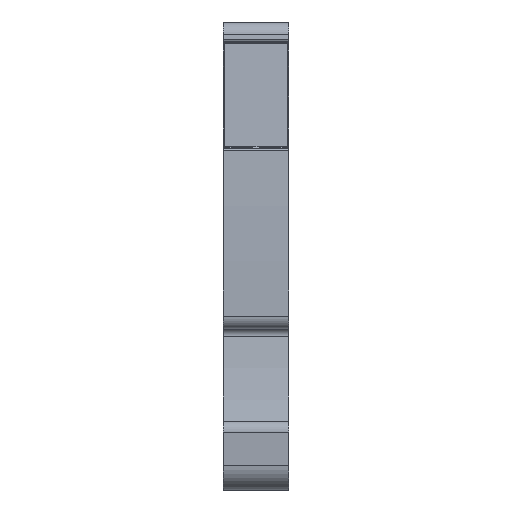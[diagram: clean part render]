
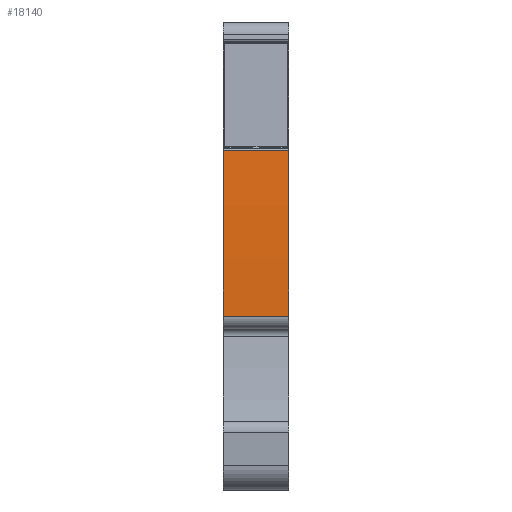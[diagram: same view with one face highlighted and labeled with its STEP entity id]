
A CAD part, front view. The second image highlights one B-rep face of the part: STEP entity #18140.
In plain terms, the highlighted cylindrical face has radius 154.9 mm (diameter 309.8 mm), a partial arc.
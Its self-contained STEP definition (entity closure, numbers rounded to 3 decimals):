
#6392=AXIS2_PLACEMENT_3D('Circle Axis2P3D',#6390,#6391,$) ;
#6399=AXIS2_PLACEMENT_3D('Circle Axis2P3D',#6397,#6398,$) ;
#18111=AXIS2_PLACEMENT_3D('Cylinder Axis2P3D',#18108,#18109,#18110) ;
#18122=AXIS2_PLACEMENT_3D('Circle Axis2P3D',#18120,#18121,$) ;
#18129=AXIS2_PLACEMENT_3D('Circle Axis2P3D',#18127,#18128,$) ;
#6387=CARTESIAN_POINT('Vertex',(5.1,1.761,26.266)) ;
#6390=CARTESIAN_POINT('Axis2P3D Location',(5.1,156.387,17.05)) ;
#6394=CARTESIAN_POINT('Vertex',(5.1,1.528,13.45)) ;
#6397=CARTESIAN_POINT('Axis2P3D Location',(5.1,2.529,13.45)) ;
#6401=CARTESIAN_POINT('Vertex',(5.1,1.529,13.427)) ;
#18093=CARTESIAN_POINT('Vertex',(0.,1.529,13.427)) ;
#18096=CARTESIAN_POINT('Line Origine',(2.55,1.529,13.427)) ;
#18108=CARTESIAN_POINT('Axis2P3D Location',(2.55,156.387,17.05)) ;
#18113=CARTESIAN_POINT('Line Origine',(2.55,1.761,26.266)) ;
#18117=CARTESIAN_POINT('Vertex',(0.,1.761,26.266)) ;
#18120=CARTESIAN_POINT('Axis2P3D Location',(0.,156.387,17.05)) ;
#18124=CARTESIAN_POINT('Vertex',(0.,1.528,13.45)) ;
#18127=CARTESIAN_POINT('Axis2P3D Location',(0.,156.387,17.05)) ;
#6391=DIRECTION('Axis2P3D Direction',(1.,0.,0.)) ;
#6398=DIRECTION('Axis2P3D Direction',(1.,0.,0.)) ;
#18097=DIRECTION('Vector Direction',(1.,0.,0.)) ;
#18109=DIRECTION('Axis2P3D Direction',(1.,0.,0.)) ;
#18110=DIRECTION('Axis2P3D XDirection',(0.,-0.993,0.118)) ;
#18114=DIRECTION('Vector Direction',(1.,0.,0.)) ;
#18121=DIRECTION('Axis2P3D Direction',(1.,0.,0.)) ;
#18128=DIRECTION('Axis2P3D Direction',(1.,0.,0.)) ;
#18098=VECTOR('Line Direction',#18097,1.) ;
#18115=VECTOR('Line Direction',#18114,1.) ;
#18133=ORIENTED_EDGE('',*,*,#6396,.F.) ;
#18134=ORIENTED_EDGE('',*,*,#18119,.F.) ;
#18135=ORIENTED_EDGE('',*,*,#18126,.T.) ;
#18136=ORIENTED_EDGE('',*,*,#18131,.T.) ;
#18137=ORIENTED_EDGE('',*,*,#18100,.T.) ;
#18138=ORIENTED_EDGE('',*,*,#6403,.F.) ;
#18140=ADVANCED_FACE('MLD',(#18139),#18112,.T.) ;
#6393=CIRCLE('generated circle',#6392,154.9) ;
#6400=CIRCLE('generated circle',#6399,1.) ;
#18123=CIRCLE('generated circle',#18122,154.9) ;
#18130=CIRCLE('generated circle',#18129,154.9) ;
#18112=CYLINDRICAL_SURFACE('generated cylinder',#18111,154.9) ;
#6396=EDGE_CURVE('',#6388,#6395,#6393,.T.) ;
#6403=EDGE_CURVE('',#6395,#6402,#6400,.T.) ;
#18100=EDGE_CURVE('',#18094,#6402,#18099,.T.) ;
#18119=EDGE_CURVE('',#18118,#6388,#18116,.T.) ;
#18126=EDGE_CURVE('',#18118,#18125,#18123,.T.) ;
#18131=EDGE_CURVE('',#18125,#18094,#18130,.T.) ;
#18132=EDGE_LOOP('',(#18133,#18134,#18135,#18136,#18137,#18138)) ;
#18139=FACE_OUTER_BOUND('',#18132,.T.) ;
#18099=LINE('Line',#18096,#18098) ;
#18116=LINE('Line',#18113,#18115) ;
#6388=VERTEX_POINT('',#6387) ;
#6395=VERTEX_POINT('',#6394) ;
#6402=VERTEX_POINT('',#6401) ;
#18094=VERTEX_POINT('',#18093) ;
#18118=VERTEX_POINT('',#18117) ;
#18125=VERTEX_POINT('',#18124) ;
